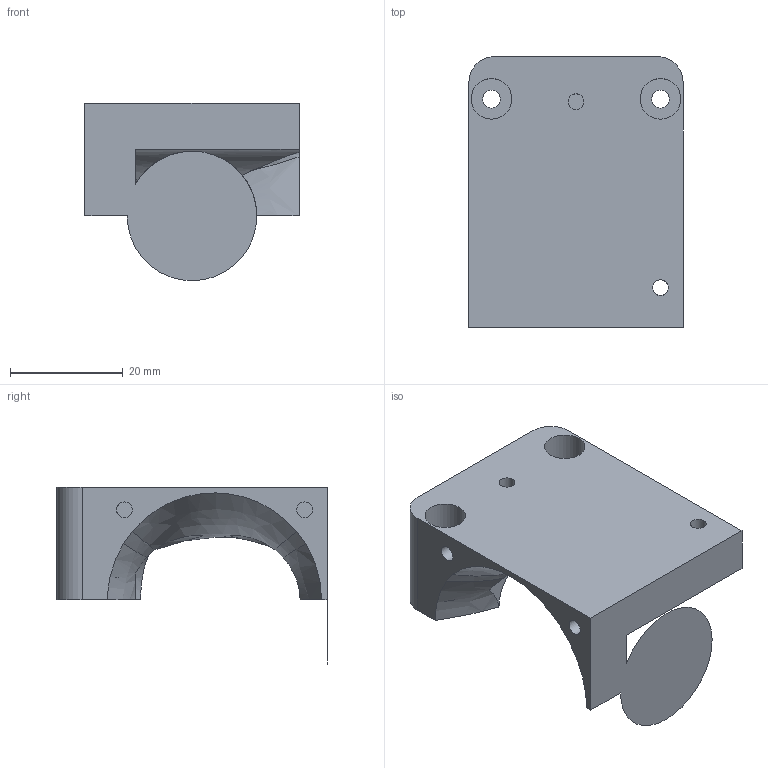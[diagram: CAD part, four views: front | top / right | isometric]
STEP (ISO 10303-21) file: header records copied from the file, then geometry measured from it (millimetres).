
FILE_DESCRIPTION(('FreeCAD Model'),'2;1');
FILE_NAME('Open CASCADE Shape Model','2022-01-04T18:55:49',('Author'),( ''),'Open CASCADE STEP processor 7.5','FreeCAD','Unknown');
FILE_SCHEMA(('AUTOMOTIVE_DESIGN { 1 0 10303 214 1 1 1 1 }'));
Length unit declared in the file: millimetre
Products named in the file (1): hotend.bowden.lid
Bounding box: 38 x 48 x 31.5 mm (x, y, z)
Volume: 22103.7 mm3; surface area: 7891.9 mm2
Topology: 1 solids, 1 shells, 43 faces, 112 edges, 75 vertices
Faces by surface type: plane 17, cylinder 17, bspline 9
Full cylindrical faces by diameter (mm): 2.8 x4, 3.2 x2, 7.2 x2, 23 x1
Entity records: 5427 total; most frequent: CARTESIAN_POINT 3396, DIRECTION 288, ORIENTED_EDGE 224, PCURVE 224, DEFINITIONAL_REPRESENTATION 224, LINE 141, VECTOR 141, B_SPLINE_CURVE_WITH_KNOTS 137
